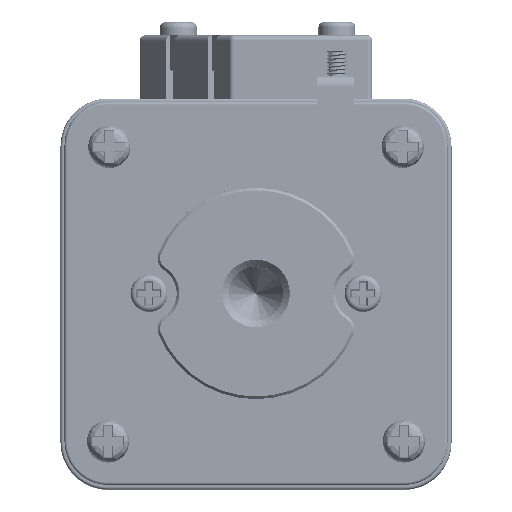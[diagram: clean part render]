
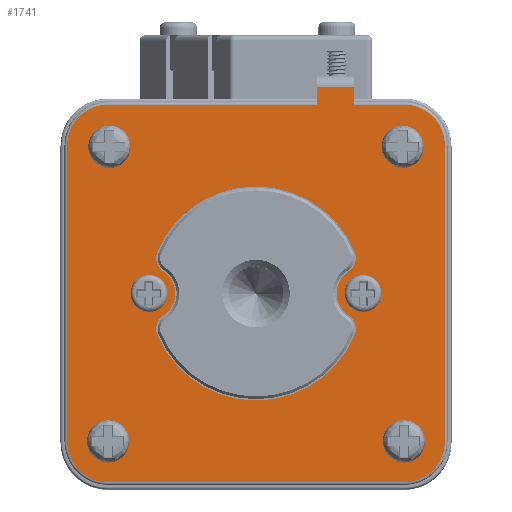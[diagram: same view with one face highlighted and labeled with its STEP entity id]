
A CAD part, top view. The second image highlights one B-rep face of the part: STEP entity #1741.
In plain terms, the highlighted planar face has unit normal (0, 0, 1).
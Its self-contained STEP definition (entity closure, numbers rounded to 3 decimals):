
#729=FACE_BOUND('',#3826,.T.);
#730=FACE_BOUND('',#3827,.T.);
#731=FACE_BOUND('',#3828,.T.);
#732=FACE_BOUND('',#3829,.T.);
#733=FACE_BOUND('',#3830,.T.);
#734=FACE_BOUND('',#3831,.T.);
#735=FACE_BOUND('',#3832,.T.);
#736=FACE_BOUND('',#3833,.T.);
#1741=ADVANCED_FACE('',(#729,#730,#731,#732,#733,#734,#735,#736),#2400,
 .T.);
#2400=PLANE('',#15266);
#3826=EDGE_LOOP('',(#8435,#8436,#8437,#8438,#8439,#8440,#8441,#8442,#8443,
#8444,#8445,#8446));
#3827=EDGE_LOOP('',(#8447,#8448,#8449,#8450,#8451,#8452,#8453,#8454));
#3828=EDGE_LOOP('',(#8455));
#3829=EDGE_LOOP('',(#8456));
#3830=EDGE_LOOP('',(#8457));
#3831=EDGE_LOOP('',(#8458));
#3832=EDGE_LOOP('',(#8459));
#3833=EDGE_LOOP('',(#8460));
#4909=LINE('',#54005,#5927);
#4914=LINE('',#54022,#5932);
#4915=LINE('',#54026,#5933);
#4916=LINE('',#54030,#5934);
#4917=LINE('',#54034,#5935);
#4918=LINE('',#54038,#5936);
#4919=LINE('',#54042,#5937);
#4920=LINE('',#54043,#5938);
#5927=VECTOR('',#17928,1.);
#5932=VECTOR('',#17943,1.);
#5933=VECTOR('',#17948,1.);
#5934=VECTOR('',#17951,1.);
#5935=VECTOR('',#17954,1.);
#5936=VECTOR('',#17957,1.);
#5937=VECTOR('',#17960,1.);
#5938=VECTOR('',#17961,1.);
#8435=ORIENTED_EDGE('',*,*,#12899,.T.);
#8436=ORIENTED_EDGE('',*,*,#12901,.T.);
#8437=ORIENTED_EDGE('',*,*,#12902,.T.);
#8438=ORIENTED_EDGE('',*,*,#12903,.T.);
#8439=ORIENTED_EDGE('',*,*,#12904,.T.);
#8440=ORIENTED_EDGE('',*,*,#12905,.T.);
#8441=ORIENTED_EDGE('',*,*,#12906,.T.);
#8442=ORIENTED_EDGE('',*,*,#12907,.T.);
#8443=ORIENTED_EDGE('',*,*,#12908,.T.);
#8444=ORIENTED_EDGE('',*,*,#12909,.T.);
#8445=ORIENTED_EDGE('',*,*,#12890,.T.);
#8446=ORIENTED_EDGE('',*,*,#12910,.T.);
#8447=ORIENTED_EDGE('',*,*,#12911,.F.);
#8448=ORIENTED_EDGE('',*,*,#12912,.F.);
#8449=ORIENTED_EDGE('',*,*,#12913,.F.);
#8450=ORIENTED_EDGE('',*,*,#12914,.F.);
#8451=ORIENTED_EDGE('',*,*,#12915,.F.);
#8452=ORIENTED_EDGE('',*,*,#12916,.F.);
#8453=ORIENTED_EDGE('',*,*,#12917,.F.);
#8454=ORIENTED_EDGE('',*,*,#12918,.F.);
#8455=ORIENTED_EDGE('',*,*,#12919,.F.);
#8456=ORIENTED_EDGE('',*,*,#12920,.F.);
#8457=ORIENTED_EDGE('',*,*,#12921,.F.);
#8458=ORIENTED_EDGE('',*,*,#12922,.F.);
#8459=ORIENTED_EDGE('',*,*,#12923,.F.);
#8460=ORIENTED_EDGE('',*,*,#12924,.F.);
#11185=VERTEX_POINT('',#54004);
#11186=VERTEX_POINT('',#54006);
#11192=VERTEX_POINT('',#54021);
#11193=VERTEX_POINT('',#54023);
#11194=VERTEX_POINT('',#54027);
#11195=VERTEX_POINT('',#54029);
#11196=VERTEX_POINT('',#54031);
#11197=VERTEX_POINT('',#54033);
#11198=VERTEX_POINT('',#54035);
#11199=VERTEX_POINT('',#54037);
#11200=VERTEX_POINT('',#54039);
#11201=VERTEX_POINT('',#54041);
#11202=VERTEX_POINT('',#54045);
#11203=VERTEX_POINT('',#54046);
#11204=VERTEX_POINT('',#54048);
#11205=VERTEX_POINT('',#54050);
#11206=VERTEX_POINT('',#54052);
#11207=VERTEX_POINT('',#54054);
#11208=VERTEX_POINT('',#54056);
#11209=VERTEX_POINT('',#54058);
#11210=VERTEX_POINT('',#54061);
#11211=VERTEX_POINT('',#54063);
#11212=VERTEX_POINT('',#54065);
#11213=VERTEX_POINT('',#54067);
#11214=VERTEX_POINT('',#54069);
#11215=VERTEX_POINT('',#54071);
#12890=EDGE_CURVE('',#11186,#11185,#4909,.T.);
#12899=EDGE_CURVE('',#11193,#11192,#4914,.T.);
#12901=EDGE_CURVE('',#11192,#11194,#4915,.T.);
#12902=EDGE_CURVE('',#11194,#11195,#14211,.T.);
#12903=EDGE_CURVE('',#11195,#11196,#4916,.T.);
#12904=EDGE_CURVE('',#11196,#11197,#14212,.T.);
#12905=EDGE_CURVE('',#11197,#11198,#4917,.T.);
#12906=EDGE_CURVE('',#11198,#11199,#14213,.T.);
#12907=EDGE_CURVE('',#11199,#11200,#4918,.T.);
#12908=EDGE_CURVE('',#11200,#11201,#14214,.T.);
#12909=EDGE_CURVE('',#11201,#11186,#4919,.T.);
#12910=EDGE_CURVE('',#11185,#11193,#4920,.T.);
#12911=EDGE_CURVE('',#11202,#11203,#14215,.T.);
#12912=EDGE_CURVE('',#11204,#11202,#14216,.T.);
#12913=EDGE_CURVE('',#11205,#11204,#14217,.T.);
#12914=EDGE_CURVE('',#11206,#11205,#14218,.T.);
#12915=EDGE_CURVE('',#11207,#11206,#14219,.T.);
#12916=EDGE_CURVE('',#11208,#11207,#14220,.T.);
#12917=EDGE_CURVE('',#11209,#11208,#14221,.T.);
#12918=EDGE_CURVE('',#11203,#11209,#14222,.T.);
#12919=EDGE_CURVE('',#11210,#11210,#14223,.T.);
#12920=EDGE_CURVE('',#11211,#11211,#14224,.T.);
#12921=EDGE_CURVE('',#11212,#11212,#14225,.T.);
#12922=EDGE_CURVE('',#11213,#11213,#14226,.T.);
#12923=EDGE_CURVE('',#11214,#11214,#14227,.T.);
#12924=EDGE_CURVE('',#11215,#11215,#14228,.T.);
#14211=CIRCLE('',#15248,7.75);
#14212=CIRCLE('',#15249,7.75);
#14213=CIRCLE('',#15250,7.75);
#14214=CIRCLE('',#15251,7.75);
#14215=CIRCLE('',#15252,5.);
#14216=CIRCLE('',#15253,3.);
#14217=CIRCLE('',#15254,20.25);
#14218=CIRCLE('',#15255,3.);
#14219=CIRCLE('',#15256,5.);
#14220=CIRCLE('',#15257,3.);
#14221=CIRCLE('',#15258,20.25);
#14222=CIRCLE('',#15259,3.);
#14223=CIRCLE('',#15260,2.75);
#14224=CIRCLE('',#15261,2.75);
#14225=CIRCLE('',#15262,2.5);
#14226=CIRCLE('',#15263,2.5);
#14227=CIRCLE('',#15264,2.5);
#14228=CIRCLE('',#15265,2.5);
#15248=AXIS2_PLACEMENT_3D('',#54028,#17949,#17950);
#15249=AXIS2_PLACEMENT_3D('',#54032,#17952,#17953);
#15250=AXIS2_PLACEMENT_3D('',#54036,#17955,#17956);
#15251=AXIS2_PLACEMENT_3D('',#54040,#17958,#17959);
#15252=AXIS2_PLACEMENT_3D('',#54044,#17962,#17963);
#15253=AXIS2_PLACEMENT_3D('',#54047,#17964,#17965);
#15254=AXIS2_PLACEMENT_3D('',#54049,#17966,#17967);
#15255=AXIS2_PLACEMENT_3D('',#54051,#17968,#17969);
#15256=AXIS2_PLACEMENT_3D('',#54053,#17970,#17971);
#15257=AXIS2_PLACEMENT_3D('',#54055,#17972,#17973);
#15258=AXIS2_PLACEMENT_3D('',#54057,#17974,#17975);
#15259=AXIS2_PLACEMENT_3D('',#54059,#17976,#17977);
#15260=AXIS2_PLACEMENT_3D('',#54060,#17978,#17979);
#15261=AXIS2_PLACEMENT_3D('',#54062,#17980,#17981);
#15262=AXIS2_PLACEMENT_3D('',#54064,#17982,#17983);
#15263=AXIS2_PLACEMENT_3D('',#54066,#17984,#17985);
#15264=AXIS2_PLACEMENT_3D('',#54068,#17986,#17987);
#15265=AXIS2_PLACEMENT_3D('',#54070,#17988,#17989);
#15266=AXIS2_PLACEMENT_3D('',#54072,#17990,#17991);
#17928=DIRECTION('',(0.,1.,0.));
#17943=DIRECTION('',(0.,-1.,0.));
#17948=DIRECTION('',(-1.,0.,0.));
#17949=DIRECTION('',(0.,0.,1.));
#17950=DIRECTION('',(1.,0.,0.));
#17951=DIRECTION('',(0.,-1.,0.));
#17952=DIRECTION('',(0.,0.,1.));
#17953=DIRECTION('',(1.,0.,0.));
#17954=DIRECTION('',(1.,0.,0.));
#17955=DIRECTION('',(0.,0.,1.));
#17956=DIRECTION('',(1.,0.,0.));
#17957=DIRECTION('',(0.,1.,0.));
#17958=DIRECTION('',(0.,0.,1.));
#17959=DIRECTION('',(1.,0.,0.));
#17960=DIRECTION('',(-1.,0.,0.));
#17961=DIRECTION('',(-1.,0.,0.));
#17962=DIRECTION('',(0.,0.,-1.));
#17963=DIRECTION('',(1.,0.,0.));
#17964=DIRECTION('',(0.,0.,1.));
#17965=DIRECTION('',(1.,0.,0.));
#17966=DIRECTION('',(0.,0.,1.));
#17967=DIRECTION('',(1.,0.,0.));
#17968=DIRECTION('',(0.,0.,1.));
#17969=DIRECTION('',(1.,0.,0.));
#17970=DIRECTION('',(0.,0.,-1.));
#17971=DIRECTION('',(1.,0.,0.));
#17972=DIRECTION('',(0.,0.,1.));
#17973=DIRECTION('',(1.,0.,0.));
#17974=DIRECTION('',(0.,0.,1.));
#17975=DIRECTION('',(1.,0.,0.));
#17976=DIRECTION('',(0.,0.,1.));
#17977=DIRECTION('',(1.,0.,0.));
#17978=DIRECTION('',(0.,0.,1.));
#17979=DIRECTION('',(1.,0.,0.));
#17980=DIRECTION('',(0.,0.,1.));
#17981=DIRECTION('',(1.,0.,0.));
#17982=DIRECTION('',(0.,0.,1.));
#17983=DIRECTION('',(1.,0.,0.));
#17984=DIRECTION('',(0.,0.,1.));
#17985=DIRECTION('',(1.,0.,0.));
#17986=DIRECTION('',(0.,0.,1.));
#17987=DIRECTION('',(1.,0.,0.));
#17988=DIRECTION('',(0.,0.,1.));
#17989=DIRECTION('',(1.,0.,0.));
#17990=DIRECTION('',(0.,0.,1.));
#17991=DIRECTION('',(1.,0.,0.));
#54004=CARTESIAN_POINT('',(-6.5,64.15,40.9));
#54005=CARTESIAN_POINT('',(-6.5,61.25,40.9));
#54006=CARTESIAN_POINT('',(-6.5,60.75,40.9));
#54021=CARTESIAN_POINT('',(-13.5,60.75,40.9));
#54022=CARTESIAN_POINT('',(-13.5,66.25,40.9));
#54023=CARTESIAN_POINT('',(-13.5,64.15,40.9));
#54026=CARTESIAN_POINT('',(3.,60.75,40.9));
#54027=CARTESIAN_POINT('',(-53.,60.75,40.9));
#54028=CARTESIAN_POINT('',(-53.,53.,40.9));
#54029=CARTESIAN_POINT('',(-60.75,53.,40.9));
#54030=CARTESIAN_POINT('',(-60.75,53.,40.9));
#54031=CARTESIAN_POINT('',(-60.75,-3.,40.9));
#54032=CARTESIAN_POINT('',(-53.,-3.,40.9));
#54033=CARTESIAN_POINT('',(-53.,-10.75,40.9));
#54034=CARTESIAN_POINT('',(3.,-10.75,40.9));
#54035=CARTESIAN_POINT('',(3.,-10.75,40.9));
#54036=CARTESIAN_POINT('',(3.,-3.,40.9));
#54037=CARTESIAN_POINT('',(10.75,-3.,40.9));
#54038=CARTESIAN_POINT('',(10.75,53.,40.9));
#54039=CARTESIAN_POINT('',(10.75,53.,40.9));
#54040=CARTESIAN_POINT('',(3.,53.,40.9));
#54041=CARTESIAN_POINT('',(3.,60.75,40.9));
#54042=CARTESIAN_POINT('',(3.,60.75,40.9));
#54043=CARTESIAN_POINT('',(-6.5,64.15,40.9));
#54044=CARTESIAN_POINT('',(-45.25,25.,40.9));
#54045=CARTESIAN_POINT('',(-42.526,29.193,40.9));
#54046=CARTESIAN_POINT('',(-42.526,20.807,40.9));
#54047=CARTESIAN_POINT('',(-40.892,31.709,40.9));
#54048=CARTESIAN_POINT('',(-43.656,32.876,40.9));
#54049=CARTESIAN_POINT('',(-25.,25.,40.9));
#54050=CARTESIAN_POINT('',(-6.344,32.876,40.9));
#54051=CARTESIAN_POINT('',(-9.108,31.709,40.9));
#54052=CARTESIAN_POINT('',(-7.474,29.193,40.9));
#54053=CARTESIAN_POINT('',(-4.75,25.,40.9));
#54054=CARTESIAN_POINT('',(-7.474,20.807,40.9));
#54055=CARTESIAN_POINT('',(-9.108,18.291,40.9));
#54056=CARTESIAN_POINT('',(-6.344,17.124,40.9));
#54057=CARTESIAN_POINT('',(-25.,25.,40.9));
#54058=CARTESIAN_POINT('',(-43.656,17.124,40.9));
#54059=CARTESIAN_POINT('',(-40.892,18.291,40.9));
#54060=CARTESIAN_POINT('',(-45.25,25.,40.9));
#54061=CARTESIAN_POINT('',(-42.5,25.,40.9));
#54062=CARTESIAN_POINT('',(-4.75,25.,40.9));
#54063=CARTESIAN_POINT('',(-2.,25.,40.9));
#54064=CARTESIAN_POINT('',(3.,-3.,40.9));
#54065=CARTESIAN_POINT('',(5.5,-3.,40.9));
#54066=CARTESIAN_POINT('',(2.75,52.75,40.9));
#54067=CARTESIAN_POINT('',(5.25,52.75,40.9));
#54068=CARTESIAN_POINT('',(-52.75,52.75,40.9));
#54069=CARTESIAN_POINT('',(-50.25,52.75,40.9));
#54070=CARTESIAN_POINT('',(-53.,-3.,40.9));
#54071=CARTESIAN_POINT('',(-50.5,-3.,40.9));
#54072=CARTESIAN_POINT('',(3.,53.,40.9));
